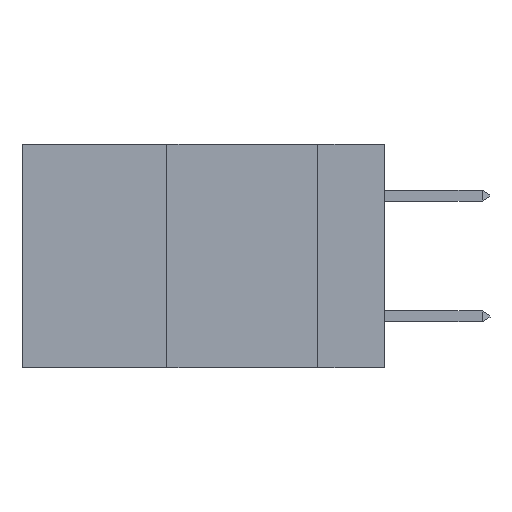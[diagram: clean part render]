
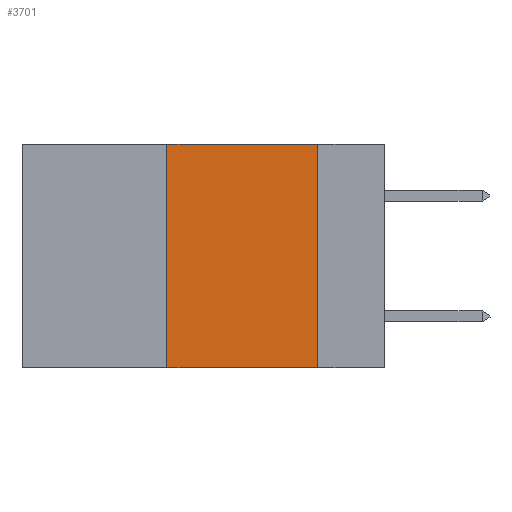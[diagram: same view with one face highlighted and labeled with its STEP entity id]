
A CAD part, left-side view. The second image highlights one B-rep face of the part: STEP entity #3701.
In plain terms, the highlighted planar face has unit normal (-1, 0, 0).
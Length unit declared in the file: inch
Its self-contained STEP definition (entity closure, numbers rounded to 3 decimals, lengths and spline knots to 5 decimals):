
#320 = CARTESIAN_POINT ( 'NONE',  ( 0., 0.11, -0.37 ) ) ;
#1839 = VECTOR ( 'NONE', #4300, 39.37008 ) ;
#2104 = VECTOR ( 'NONE', #14385, 39.37008 ) ;
#3699 = EDGE_CURVE ( 'NONE', #22286, #4467, #20100, .T. ) ;
#3701 = ADVANCED_FACE ( 'NONE', ( #10412 ), #4205, .F. ) ;
#4205 = PLANE ( 'NONE',  #15054 ) ;
#4300 = DIRECTION ( 'NONE',  ( 0., 0., 1. ) ) ;
#4467 = VERTEX_POINT ( 'NONE', #18331 ) ;
#5063 = EDGE_LOOP ( 'NONE', ( #7889, #13238, #9426, #14590 ) ) ;
#5299 = VECTOR ( 'NONE', #8101, 39.37008 ) ;
#6163 = DIRECTION ( 'NONE',  ( 1., 0., 0. ) ) ;
#6897 = EDGE_CURVE ( 'NONE', #4467, #18658, #21305, .T. ) ;
#7889 = ORIENTED_EDGE ( 'NONE', *, *, #6897, .F. ) ;
#8101 = DIRECTION ( 'NONE',  ( 0., -1., 0. ) ) ;
#9086 = VECTOR ( 'NONE', #21692, 39.37008 ) ;
#9426 = ORIENTED_EDGE ( 'NONE', *, *, #10941, .F. ) ;
#9663 = LINE ( 'NONE', #18347, #9086 ) ;
#10412 = FACE_OUTER_BOUND ( 'NONE', #5063, .T. ) ;
#10901 = CARTESIAN_POINT ( 'NONE',  ( 0., 0.11, 0. ) ) ;
#10941 = EDGE_CURVE ( 'NONE', #19015, #22286, #20543, .T. ) ;
#13238 = ORIENTED_EDGE ( 'NONE', *, *, #3699, .F. ) ;
#14385 = DIRECTION ( 'NONE',  ( 0., 0., -1. ) ) ;
#14590 = ORIENTED_EDGE ( 'NONE', *, *, #15553, .T. ) ;
#15054 = AXIS2_PLACEMENT_3D ( 'NONE', #16953, #6163, #18667 ) ;
#15553 = EDGE_CURVE ( 'NONE', #19015, #18658, #9663, .T. ) ;
#15944 = CARTESIAN_POINT ( 'NONE',  ( 0., 0.36, -0.37 ) ) ;
#16766 = CARTESIAN_POINT ( 'NONE',  ( 0., 0.36, 0. ) ) ;
#16953 = CARTESIAN_POINT ( 'NONE',  ( 0., 0.6, 0. ) ) ;
#18331 = CARTESIAN_POINT ( 'NONE',  ( 0., 0.11, 0. ) ) ;
#18347 = CARTESIAN_POINT ( 'NONE',  ( 0., 0.6, -0.37 ) ) ;
#18595 = CARTESIAN_POINT ( 'NONE',  ( 0., 0.6, 0. ) ) ;
#18658 = VERTEX_POINT ( 'NONE', #320 ) ;
#18667 = DIRECTION ( 'NONE',  ( 0., 0., -1. ) ) ;
#19015 = VERTEX_POINT ( 'NONE', #15944 ) ;
#20100 = LINE ( 'NONE', #18595, #5299 ) ;
#20422 = CARTESIAN_POINT ( 'NONE',  ( 0., 0.36, 0. ) ) ;
#20543 = LINE ( 'NONE', #20422, #1839 ) ;
#21305 = LINE ( 'NONE', #10901, #2104 ) ;
#21692 = DIRECTION ( 'NONE',  ( 0., -1., 0. ) ) ;
#22286 = VERTEX_POINT ( 'NONE', #16766 ) ;
